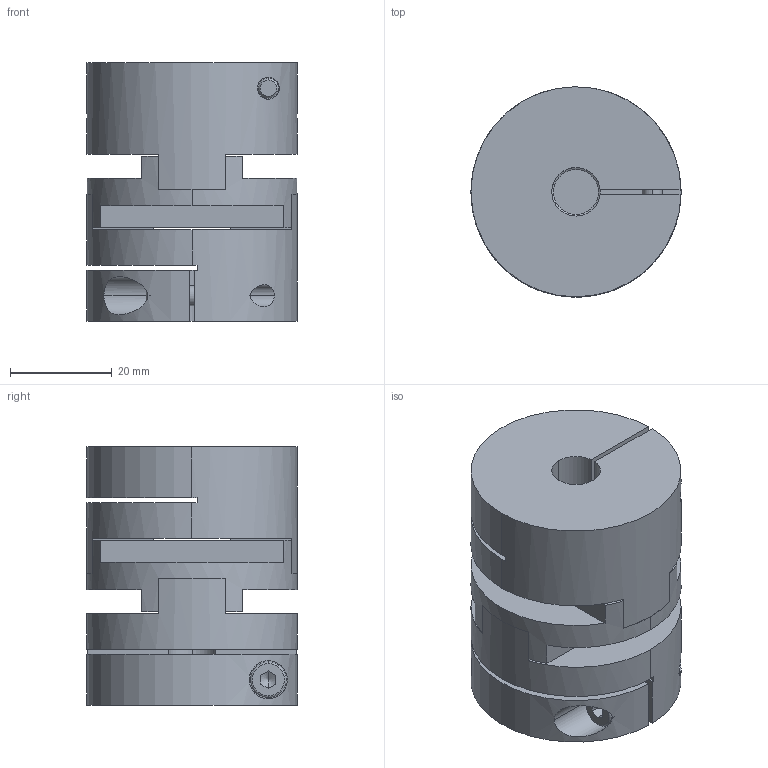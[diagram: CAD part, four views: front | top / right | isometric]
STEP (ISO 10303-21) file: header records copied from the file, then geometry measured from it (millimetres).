
FILE_DESCRIPTION(('STEP AP214'),'1');
FILE_NAME('me44-ox41g-9_53--ox41g-9_53--41d.stp','2019-08-20T10:22:42',('TraceParts'),('TraceParts S.A.'),'Spatial InterOp 3D',' ',' ');
FILE_SCHEMA(('AUTOMOTIVE_DESIGN { 1 0 10303 214 1 1 1 1 }'));
Length unit declared in the file: millimetre
Products named in the file (1): me44-ox41g-9_53--ox41g-9_53--41d_1
Bounding box: 41.3 x 41.3 x 50.8 mm (x, y, z)
Volume: 54487.1 mm3; surface area: 21784.4 mm2
Topology: 3 solids, 3 shells, 126 faces, 326 edges, 210 vertices
Faces by surface type: plane 68, cylinder 42, cone 12, torus 4
Entity records: 4366 total; most frequent: CARTESIAN_POINT 1021, DIRECTION 692, ORIENTED_EDGE 644, EDGE_CURVE 322, AXIS2_PLACEMENT_3D 261, VERTEX_POINT 210, LINE 170, VECTOR 170
